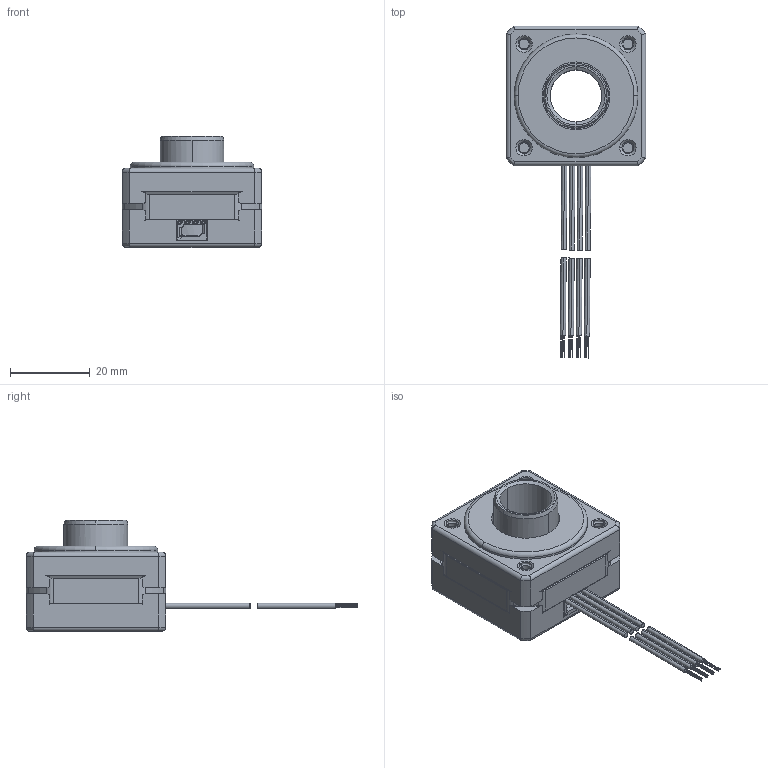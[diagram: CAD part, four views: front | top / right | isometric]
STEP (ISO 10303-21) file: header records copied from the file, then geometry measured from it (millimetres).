
FILE_DESCRIPTION((''),'2;1');
FILE_NAME('4611110064827_ASM','2024-04-16T17:07:15',('ms26442'),(''),'CREO PARAMETRIC BY PTC INC, 2018100','CREO PARAMETRIC BY PTC INC, 2018100','');
FILE_SCHEMA(('CONFIG_CONTROL_DESIGN'));
Length unit declared in the file: millimetre
Products named in the file (21): 4613102101358; 3698153001036; 4613104026727_ASM; 4634140207538; 4613103016523_ASM; 4219121306375; 4332101306104; 4613106101001; 4693220001280; 4613107115420_ASM; 4613107115488_ASM; 4333201501911; 4331101000836; 4333201501904; 4219121306376; 4294440200279; 4294404000351; 3627401000017; 4613153002201_ASM; 3219720007471; 4611110064827_ASM
Assembly tree (74 placements, depth 5):
  4611110064827_ASM
    4613153002201_ASM
      4613103016523_ASM
        4613104026727_ASM
          4613102101358
          3698153001036  x2
        4634140207538
      4219121306375
      4613107115488_ASM
        4332101306104
        4613107115420_ASM
          4613106101001
          4693220001280  x50
      4333201501911
      4331101000836  x2
      4333201501904
      4219121306376
      4294440200279
      4294404000351  x4
      3627401000017
    3219720007471
Bounding box: 35 x 83.12 x 27.95 mm (x, y, z)
Volume: 16935.2 mm3; surface area: 27988.4 mm2
Topology: 76 solids, 84 shells, 2660 faces, 7025 edges, 4594 vertices
Faces by surface type: plane 1369, cylinder 1104, cone 88, torus 68, sphere 16, bspline 15
Entity records: 62892 total; most frequent: CARTESIAN_POINT 13037, DIRECTION 10882, ORIENTED_EDGE 10174, EDGE_CURVE 5097, AXIS2_PLACEMENT_3D 3973, VERTEX_POINT 3332, VECTOR 2936, LINE 2936
